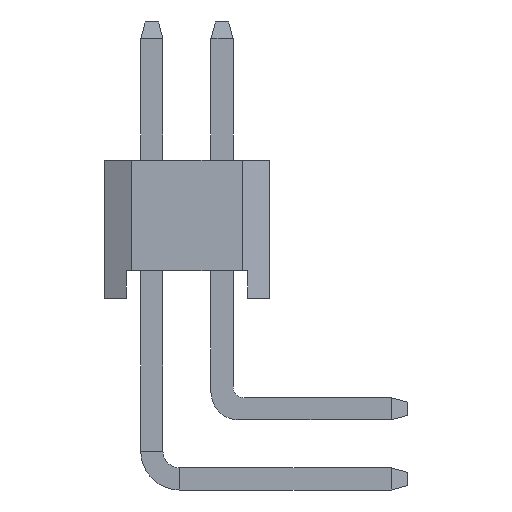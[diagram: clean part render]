
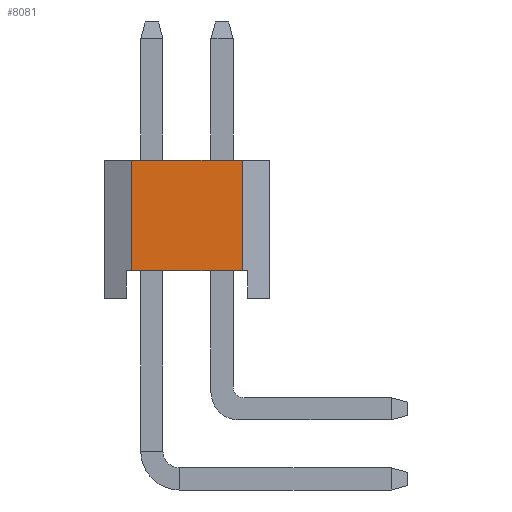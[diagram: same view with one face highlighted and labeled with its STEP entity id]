
A CAD part, left-side view. The second image highlights one B-rep face of the part: STEP entity #8081.
In plain terms, the highlighted planar face has unit normal (-1, 0, 0).
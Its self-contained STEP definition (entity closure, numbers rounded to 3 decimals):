
#25 = CARTESIAN_POINT ( 'NONE',  ( -8.89, 1., 0. ) ) ;
#95 = CARTESIAN_POINT ( 'NONE',  ( -8.89, 1., 0.5 ) ) ;
#125 = VECTOR ( 'NONE', #15884, 1000. ) ;
#1467 = ORIENTED_EDGE ( 'NONE', *, *, #17277, .F. ) ;
#2557 = DIRECTION ( 'NONE',  ( 0., 0., 1. ) ) ;
#2662 = LINE ( 'NONE', #16221, #7683 ) ;
#2681 = ORIENTED_EDGE ( 'NONE', *, *, #9236, .F. ) ;
#2701 = DIRECTION ( 'NONE',  ( 0., 0., 1. ) ) ;
#2916 = ORIENTED_EDGE ( 'NONE', *, *, #14755, .T. ) ;
#3223 = LINE ( 'NONE', #16970, #125 ) ;
#3648 = VECTOR ( 'NONE', #2557, 1000. ) ;
#3796 = LINE ( 'NONE', #6418, #13763 ) ;
#4603 = DIRECTION ( 'NONE',  ( 0., 0., -1. ) ) ;
#5179 = LINE ( 'NONE', #25, #3648 ) ;
#6418 = CARTESIAN_POINT ( 'NONE',  ( -8.89, -1., 0. ) ) ;
#7218 = FACE_OUTER_BOUND ( 'NONE', #8983, .T. ) ;
#7478 = CARTESIAN_POINT ( 'NONE',  ( -8.89, -1., 2.5 ) ) ;
#7683 = VECTOR ( 'NONE', #8175, 1000. ) ;
#8081 = ADVANCED_FACE ( 'NONE', ( #7218 ), #8666, .F. ) ;
#8175 = DIRECTION ( 'NONE',  ( 0., -1., 0. ) ) ;
#8666 = PLANE ( 'NONE',  #11647 ) ;
#8983 = EDGE_LOOP ( 'NONE', ( #13597, #2681, #2916, #1467 ) ) ;
#9236 = EDGE_CURVE ( 'NONE', #17493, #9985, #3223, .T. ) ;
#9335 = VERTEX_POINT ( 'NONE', #7478 ) ;
#9985 = VERTEX_POINT ( 'NONE', #95 ) ;
#11376 = DIRECTION ( 'NONE',  ( 1., 0., 0. ) ) ;
#11647 = AXIS2_PLACEMENT_3D ( 'NONE', #16983, #11376, #4603 ) ;
#13314 = CARTESIAN_POINT ( 'NONE',  ( -8.89, -1., 0.5 ) ) ;
#13597 = ORIENTED_EDGE ( 'NONE', *, *, #17684, .F. ) ;
#13763 = VECTOR ( 'NONE', #2701, 1000. ) ;
#14510 = CARTESIAN_POINT ( 'NONE',  ( -8.89, 1., 2.5 ) ) ;
#14755 = EDGE_CURVE ( 'NONE', #17493, #9335, #3796, .T. ) ;
#15884 = DIRECTION ( 'NONE',  ( 0., 1., 0. ) ) ;
#15945 = VERTEX_POINT ( 'NONE', #14510 ) ;
#16221 = CARTESIAN_POINT ( 'NONE',  ( -8.89, -1.5, 2.5 ) ) ;
#16970 = CARTESIAN_POINT ( 'NONE',  ( -8.89, 1.1, 0.5 ) ) ;
#16983 = CARTESIAN_POINT ( 'NONE',  ( -8.89, -1.5, 2.5 ) ) ;
#17277 = EDGE_CURVE ( 'NONE', #15945, #9335, #2662, .T. ) ;
#17493 = VERTEX_POINT ( 'NONE', #13314 ) ;
#17684 = EDGE_CURVE ( 'NONE', #9985, #15945, #5179, .T. ) ;
